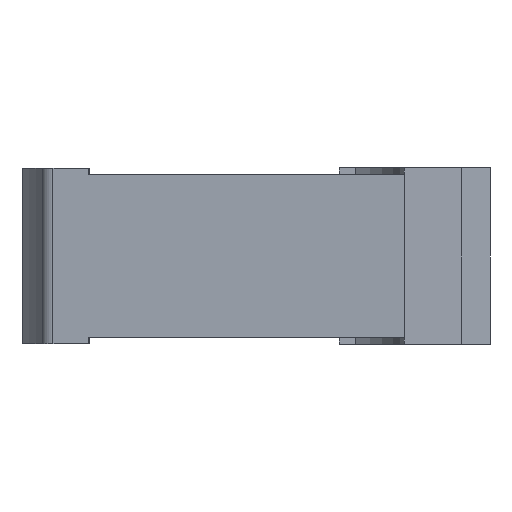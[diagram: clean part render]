
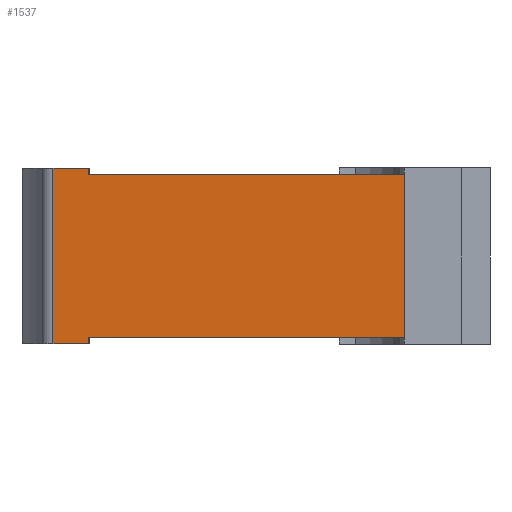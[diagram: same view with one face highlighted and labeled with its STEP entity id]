
A CAD part, left-side view. The second image highlights one B-rep face of the part: STEP entity #1537.
In plain terms, the highlighted planar face has unit normal (-0.998, 0.07, 0).
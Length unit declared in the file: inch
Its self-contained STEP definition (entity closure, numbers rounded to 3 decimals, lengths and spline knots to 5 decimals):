
#5 = CARTESIAN_POINT ( 'NONE',  ( -2.60985, -3.23322, 1.04768 ) ) ;
#33 = LINE ( 'NONE', #1195, #411 ) ;
#96 = VERTEX_POINT ( 'NONE', #640 ) ;
#109 = EDGE_CURVE ( 'NONE', #1776, #1792, #1250, .T. ) ;
#133 = DIRECTION ( 'NONE',  ( 0., 0., 1. ) ) ;
#180 = VERTEX_POINT ( 'NONE', #520 ) ;
#216 = DIRECTION ( 'NONE',  ( -0.07, -0.998, 0. ) ) ;
#232 = VECTOR ( 'NONE', #216, 39.37008 ) ;
#253 = LINE ( 'NONE', #1222, #1782 ) ;
#287 = LINE ( 'NONE', #1307, #1661 ) ;
#327 = EDGE_CURVE ( 'NONE', #578, #1792, #603, .T. ) ;
#336 = DIRECTION ( 'NONE',  ( -0.07, -0.998, 0. ) ) ;
#359 = LINE ( 'NONE', #506, #232 ) ;
#381 = ORIENTED_EDGE ( 'NONE', *, *, #327, .T. ) ;
#382 = DIRECTION ( 'NONE',  ( 0., 0., -1. ) ) ;
#411 = VECTOR ( 'NONE', #1754, 39.37008 ) ;
#431 = ORIENTED_EDGE ( 'NONE', *, *, #595, .F. ) ;
#473 = VECTOR ( 'NONE', #1292, 39.37008 ) ;
#492 = EDGE_CURVE ( 'NONE', #1111, #1819, #359, .T. ) ;
#506 = CARTESIAN_POINT ( 'NONE',  ( -2.60985, -3.23322, 1.13134 ) ) ;
#520 = CARTESIAN_POINT ( 'NONE',  ( -2.3386, 0.60614, -0.92673 ) ) ;
#522 = VECTOR ( 'NONE', #133, 39.37008 ) ;
#567 = ORIENTED_EDGE ( 'NONE', *, *, #109, .F. ) ;
#578 = VERTEX_POINT ( 'NONE', #1362 ) ;
#595 = EDGE_CURVE ( 'NONE', #1819, #1776, #253, .T. ) ;
#603 = LINE ( 'NONE', #968, #522 ) ;
#640 = CARTESIAN_POINT ( 'NONE',  ( -2.3077, 1.04346, -1.0104 ) ) ;
#648 = DIRECTION ( 'NONE',  ( 0.07, 0.998, 0. ) ) ;
#654 = ORIENTED_EDGE ( 'NONE', *, *, #1710, .T. ) ;
#790 = EDGE_CURVE ( 'NONE', #1812, #96, #1241, .T. ) ;
#838 = ORIENTED_EDGE ( 'NONE', *, *, #1196, .F. ) ;
#839 = CARTESIAN_POINT ( 'NONE',  ( -2.3386, 0.60614, 1.04768 ) ) ;
#920 = LINE ( 'NONE', #1153, #473 ) ;
#949 = DIRECTION ( 'NONE',  ( 0.07, 0.998, 0. ) ) ;
#968 = CARTESIAN_POINT ( 'NONE',  ( -2.60985, -3.23322, -1.01532 ) ) ;
#981 = ORIENTED_EDGE ( 'NONE', *, *, #790, .F. ) ;
#1111 = VERTEX_POINT ( 'NONE', #1132 ) ;
#1132 = CARTESIAN_POINT ( 'NONE',  ( -2.3077, 1.04346, 1.13134 ) ) ;
#1153 = CARTESIAN_POINT ( 'NONE',  ( -2.3386, 0.60614, -0.92673 ) ) ;
#1164 = EDGE_LOOP ( 'NONE', ( #981, #1185, #654, #381, #567, #431, #1766, #838 ) ) ;
#1185 = ORIENTED_EDGE ( 'NONE', *, *, #1652, .T. ) ;
#1195 = CARTESIAN_POINT ( 'NONE',  ( -2.3077, 1.04346, -0.92673 ) ) ;
#1196 = EDGE_CURVE ( 'NONE', #96, #1111, #33, .T. ) ;
#1212 = DIRECTION ( 'NONE',  ( 0.998, -0.07, 0. ) ) ;
#1222 = CARTESIAN_POINT ( 'NONE',  ( -2.3386, 0.60614, -0.92673 ) ) ;
#1241 = LINE ( 'NONE', #1286, #1666 ) ;
#1250 = LINE ( 'NONE', #1326, #1764 ) ;
#1254 = CARTESIAN_POINT ( 'NONE',  ( -2.3386, 0.60614, 1.13134 ) ) ;
#1267 = CARTESIAN_POINT ( 'NONE',  ( -2.3386, 0.60614, -1.0104 ) ) ;
#1286 = CARTESIAN_POINT ( 'NONE',  ( -2.60985, -3.23322, -1.0104 ) ) ;
#1289 = DIRECTION ( 'NONE',  ( 0., 0., 1. ) ) ;
#1292 = DIRECTION ( 'NONE',  ( -0.07, -0.998, 0. ) ) ;
#1307 = CARTESIAN_POINT ( 'NONE',  ( -2.3386, 0.60614, -1.0104 ) ) ;
#1326 = CARTESIAN_POINT ( 'NONE',  ( -2.3386, 0.60614, 1.04768 ) ) ;
#1362 = CARTESIAN_POINT ( 'NONE',  ( -2.60985, -3.23322, -0.92673 ) ) ;
#1456 = AXIS2_PLACEMENT_3D ( 'NONE', #1503, #1212, #648 ) ;
#1503 = CARTESIAN_POINT ( 'NONE',  ( -2.60985, -3.23322, -0.92673 ) ) ;
#1537 = ADVANCED_FACE ( 'NONE', ( #1641 ), #1647, .F. ) ;
#1641 = FACE_OUTER_BOUND ( 'NONE', #1164, .T. ) ;
#1647 = PLANE ( 'NONE',  #1456 ) ;
#1652 = EDGE_CURVE ( 'NONE', #1812, #180, #287, .T. ) ;
#1661 = VECTOR ( 'NONE', #1289, 39.37008 ) ;
#1666 = VECTOR ( 'NONE', #949, 39.37008 ) ;
#1710 = EDGE_CURVE ( 'NONE', #180, #578, #920, .T. ) ;
#1754 = DIRECTION ( 'NONE',  ( 0., 0., 1. ) ) ;
#1764 = VECTOR ( 'NONE', #336, 39.37008 ) ;
#1766 = ORIENTED_EDGE ( 'NONE', *, *, #492, .F. ) ;
#1776 = VERTEX_POINT ( 'NONE', #839 ) ;
#1782 = VECTOR ( 'NONE', #382, 39.37008 ) ;
#1792 = VERTEX_POINT ( 'NONE', #5 ) ;
#1812 = VERTEX_POINT ( 'NONE', #1267 ) ;
#1819 = VERTEX_POINT ( 'NONE', #1254 ) ;
